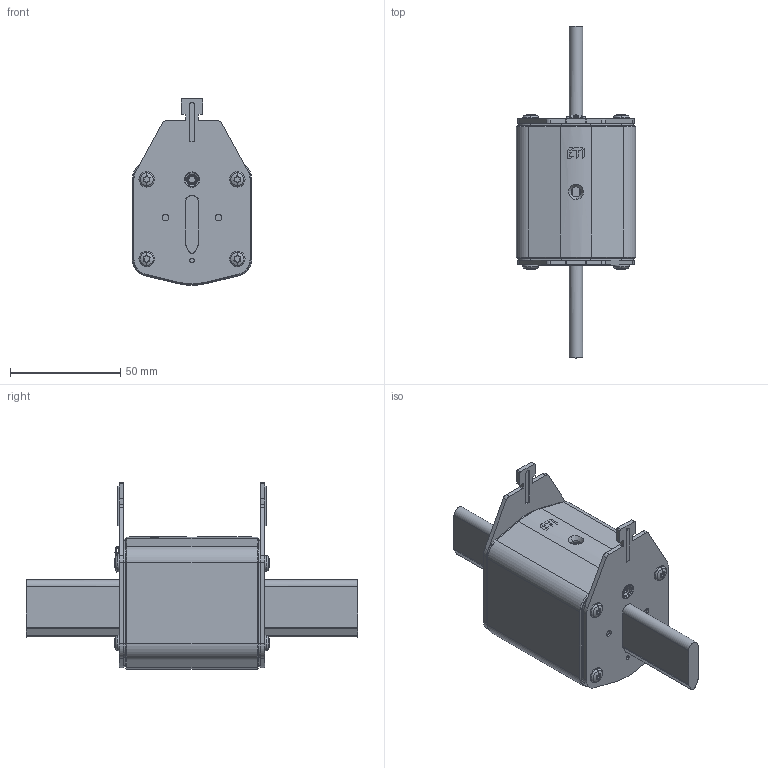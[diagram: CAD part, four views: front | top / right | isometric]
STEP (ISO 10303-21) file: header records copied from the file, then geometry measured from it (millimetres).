
FILE_DESCRIPTION((''),'2;1');
FILE_NAME('NV3C_ETI','2018-01-24T',('matic.bajda'),('Audax d.o.o.'),'CREO PARAMETRIC BY PTC INC, 2016260','CREO PARAMETRIC BY PTC INC, 2016260','');
FILE_SCHEMA(('AUTOMOTIVE_DESIGN { 1 0 10303 214 1 1 1 1 }'));
Length unit declared in the file: millimetre
Products named in the file (1): NV3C_ETI
Bounding box: 54 x 150.2 x 84.33 mm (x, y, z)
Volume: 206171.3 mm3; surface area: 34471.9 mm2
Topology: 1 solids, 31 shells, 944 faces, 2573 edges, 1652 vertices
Faces by surface type: cylinder 434, plane 353, cone 77, torus 40, bspline 24, sphere 16
Entity records: 34958 total; most frequent: CARTESIAN_POINT 10575, DIRECTION 5168, ORIENTED_EDGE 5026, EDGE_CURVE 2541, AXIS2_PLACEMENT_3D 1931, VERTEX_POINT 1652, VECTOR 1306, LINE 1306
